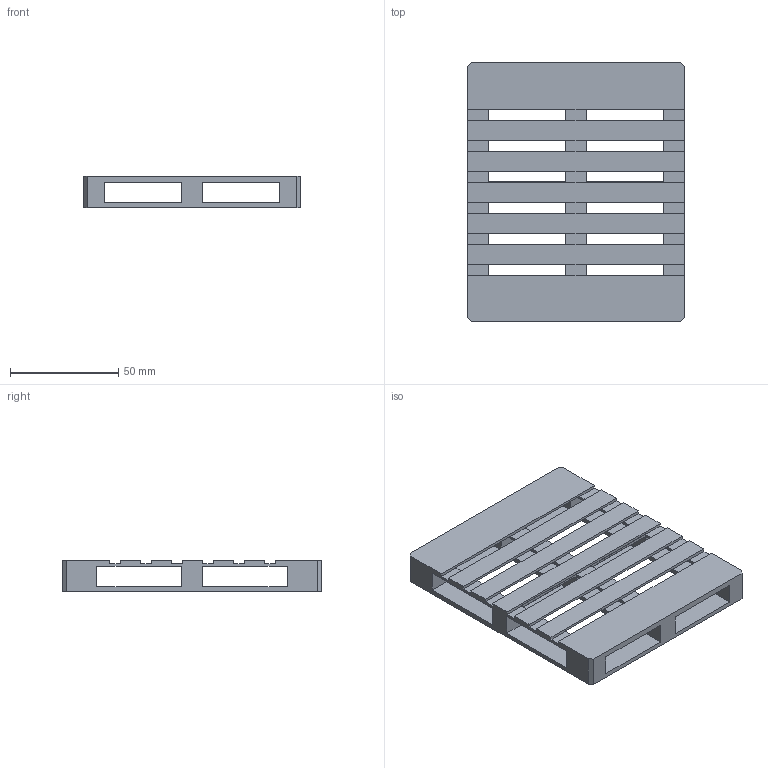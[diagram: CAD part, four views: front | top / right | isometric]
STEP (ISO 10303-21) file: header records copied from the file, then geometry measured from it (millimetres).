
FILE_DESCRIPTION(('FreeCAD Model'),'2;1');
FILE_NAME('Open CASCADE Shape Model','2024-07-25T21:00:24',('Author'),( ''),'Open CASCADE STEP processor 7.6','FreeCAD','Unknown');
FILE_SCHEMA(('AUTOMOTIVE_DESIGN { 1 0 10303 214 1 1 1 1 }'));
Length unit declared in the file: millimetre
Products named in the file (1): Euro Palette Type 2
Bounding box: 100 x 120 x 14.4 mm (x, y, z)
Volume: 45626.9 mm3; surface area: 40021.8 mm2
Topology: 1 solids, 1 shells, 138 faces, 420 edges, 248 vertices
Faces by surface type: plane 138
Entity records: 4594 total; most frequent: ORIENTED_EDGE 840, CARTESIAN_POINT 807, DIRECTION 698, EDGE_CURVE 420, LINE 420, VECTOR 420, VERTEX_POINT 248, FACE_BOUND 150
